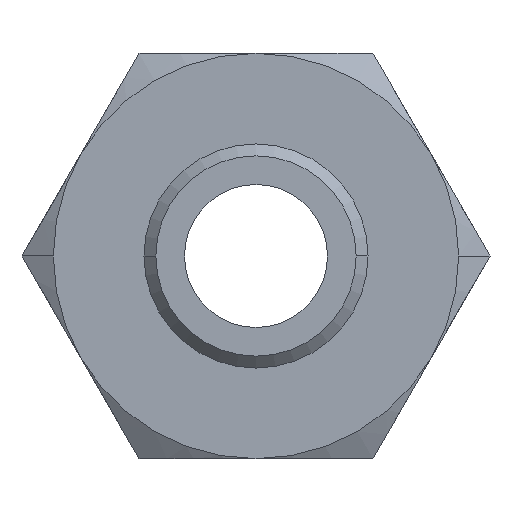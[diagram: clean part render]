
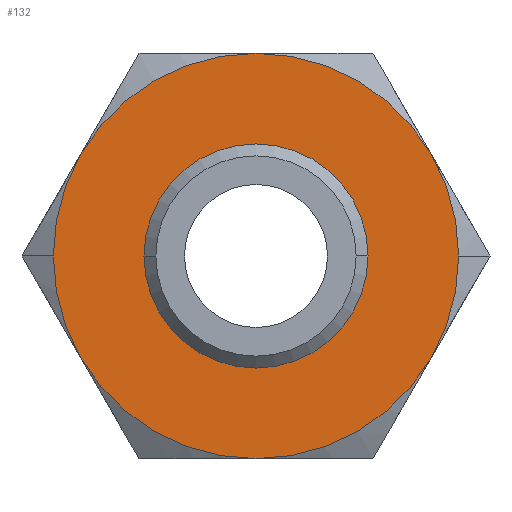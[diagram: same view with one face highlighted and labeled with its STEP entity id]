
A CAD part, front view. The second image highlights one B-rep face of the part: STEP entity #132.
In plain terms, the highlighted planar face has unit normal (0, -1, 0).
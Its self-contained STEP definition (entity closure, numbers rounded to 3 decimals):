
#132=ADVANCED_FACE('',(#265,#266),#267,.T.);
#265=FACE_OUTER_BOUND('',#396,.T.);
#266=FACE_BOUND('',#397,.T.);
#267=PLANE('',#398);
#396=EDGE_LOOP('',(#689,#690,#691,#692,#693,#694,#695,#696));
#397=EDGE_LOOP('',(#697,#698));
#398=AXIS2_PLACEMENT_3D('',#699,#700,#701);
#689=ORIENTED_EDGE('',*,*,#850,.T.);
#690=ORIENTED_EDGE('',*,*,#811,.T.);
#691=ORIENTED_EDGE('',*,*,#837,.T.);
#692=ORIENTED_EDGE('',*,*,#861,.T.);
#693=ORIENTED_EDGE('',*,*,#856,.T.);
#694=ORIENTED_EDGE('',*,*,#752,.T.);
#695=ORIENTED_EDGE('',*,*,#801,.T.);
#696=ORIENTED_EDGE('',*,*,#862,.T.);
#697=ORIENTED_EDGE('',*,*,#848,.F.);
#698=ORIENTED_EDGE('',*,*,#859,.F.);
#699=CARTESIAN_POINT('',(-4.25,10.5,0.0));
#700=DIRECTION('',(0.,-1.0,0.0));
#701=DIRECTION('',(-1.0,0.,0.0));
#752=EDGE_CURVE('',#878,#881,#883,.T.);
#801=EDGE_CURVE('',#881,#959,#961,.T.);
#811=EDGE_CURVE('',#972,#974,#976,.T.);
#837=EDGE_CURVE('',#974,#964,#1007,.T.);
#848=EDGE_CURVE('',#1018,#1015,#1020,.T.);
#850=EDGE_CURVE('',#923,#972,#1022,.T.);
#856=EDGE_CURVE('',#894,#878,#1028,.T.);
#859=EDGE_CURVE('',#1015,#1018,#1031,.T.);
#861=EDGE_CURVE('',#964,#894,#1033,.T.);
#862=EDGE_CURVE('',#959,#923,#1034,.T.);
#878=VERTEX_POINT('',#1052);
#881=VERTEX_POINT('',#1056);
#883=CIRCLE('',#1069,8.5);
#894=VERTEX_POINT('',#1082);
#923=VERTEX_POINT('',#1140);
#959=VERTEX_POINT('',#1209);
#961=CIRCLE('',#1222,8.5);
#964=VERTEX_POINT('',#1236);
#972=VERTEX_POINT('',#1268);
#974=VERTEX_POINT('',#1271);
#976=CIRCLE('',#1284,8.5);
#1007=CIRCLE('',#1344,8.5);
#1015=VERTEX_POINT('',#1352);
#1018=VERTEX_POINT('',#1356);
#1020=CIRCLE('',#1359,4.7);
#1022=CIRCLE('',#1361,8.5);
#1028=CIRCLE('',#1368,8.5);
#1031=CIRCLE('',#1371,4.7);
#1033=CIRCLE('',#1373,8.5);
#1034=CIRCLE('',#1374,8.5);
#1052=CARTESIAN_POINT('',(8.5,10.5,0.));
#1056=CARTESIAN_POINT('',(7.361,10.5,4.25));
#1069=AXIS2_PLACEMENT_3D('',#1389,#1390,#1391);
#1082=CARTESIAN_POINT('',(7.361,10.5,-4.25));
#1140=CARTESIAN_POINT('',(-7.361,10.5,4.25));
#1209=CARTESIAN_POINT('',(0.,10.5,8.5));
#1222=AXIS2_PLACEMENT_3D('',#1448,#1449,#1450);
#1236=CARTESIAN_POINT('',(0.,10.5,-8.5));
#1268=CARTESIAN_POINT('',(-8.5,10.5,0.));
#1271=CARTESIAN_POINT('',(-7.361,10.5,-4.25));
#1284=AXIS2_PLACEMENT_3D('',#1454,#1455,#1456);
#1344=AXIS2_PLACEMENT_3D('',#1485,#1486,#1487);
#1352=CARTESIAN_POINT('',(4.7,10.5,0.));
#1356=CARTESIAN_POINT('',(-4.7,10.5,0.));
#1359=AXIS2_PLACEMENT_3D('',#1502,#1503,#1504);
#1361=AXIS2_PLACEMENT_3D('',#1505,#1506,#1507);
#1368=AXIS2_PLACEMENT_3D('',#1512,#1513,#1514);
#1371=AXIS2_PLACEMENT_3D('',#1515,#1516,#1517);
#1373=AXIS2_PLACEMENT_3D('',#1518,#1519,#1520);
#1374=AXIS2_PLACEMENT_3D('',#1521,#1522,#1523);
#1389=CARTESIAN_POINT('',(0.,10.5,0.0));
#1390=DIRECTION('',(0.,-1.0,0.0));
#1391=DIRECTION('',(-1.0,0.,0.0));
#1448=CARTESIAN_POINT('',(0.,10.5,0.0));
#1449=DIRECTION('',(0.,-1.0,0.0));
#1450=DIRECTION('',(-1.0,0.,0.0));
#1454=CARTESIAN_POINT('',(0.,10.5,0.0));
#1455=DIRECTION('',(0.,-1.0,0.0));
#1456=DIRECTION('',(-1.0,0.,0.0));
#1485=CARTESIAN_POINT('',(0.,10.5,0.0));
#1486=DIRECTION('',(0.,-1.0,0.0));
#1487=DIRECTION('',(-1.0,0.,0.0));
#1502=CARTESIAN_POINT('',(0.0,10.5,0.0));
#1503=DIRECTION('',(0.,-1.0,0.0));
#1504=DIRECTION('',(1.0,0.,0.0));
#1505=CARTESIAN_POINT('',(0.,10.5,0.0));
#1506=DIRECTION('',(0.,-1.0,0.0));
#1507=DIRECTION('',(-1.0,0.,0.0));
#1512=CARTESIAN_POINT('',(0.,10.5,0.0));
#1513=DIRECTION('',(0.,-1.0,0.0));
#1514=DIRECTION('',(-1.0,0.,0.0));
#1515=CARTESIAN_POINT('',(0.0,10.5,0.0));
#1516=DIRECTION('',(0.,-1.0,0.0));
#1517=DIRECTION('',(1.0,0.,0.0));
#1518=CARTESIAN_POINT('',(0.,10.5,0.0));
#1519=DIRECTION('',(0.,-1.0,0.0));
#1520=DIRECTION('',(-1.0,0.,0.0));
#1521=CARTESIAN_POINT('',(0.,10.5,0.0));
#1522=DIRECTION('',(0.,-1.0,0.0));
#1523=DIRECTION('',(-1.0,0.,0.0));
